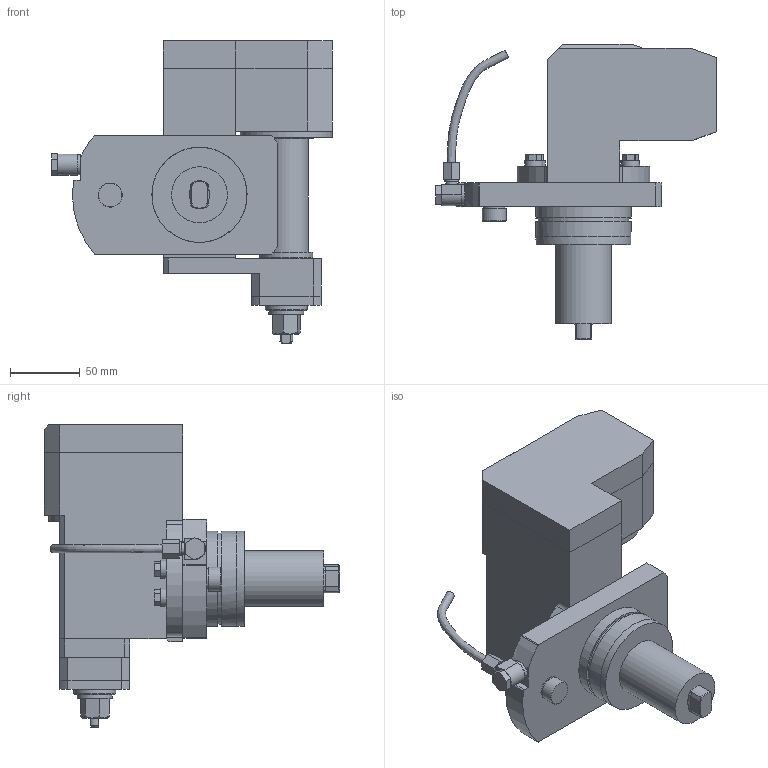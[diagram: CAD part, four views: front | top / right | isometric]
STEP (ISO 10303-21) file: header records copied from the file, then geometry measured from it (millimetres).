
FILE_DESCRIPTION (( 'STEP AP214' ), '1' );
FILE_NAME ('RROPGH1.25123US68T1.STEP', '2024-08-02T05:50:12', ( '' ), ( '' ), 'SwSTEP 2.0', 'SolidWorks 2023', '' );
FILE_SCHEMA (( 'AUTOMOTIVE_DESIGN' ));
Length unit declared in the file: millimetre
Products named in the file (1): RROPGH1.25123US68T1
Bounding box: 200.7 x 211 x 216 mm (x, y, z)
Volume: 1627349.6 mm3; surface area: 138466.3 mm2
Topology: 1 solids, 1 shells, 640 faces, 1639 edges, 1072 vertices
Faces by surface type: plane 399, bspline 125, cylinder 100, cone 15, torus 1
Full cylindrical faces by diameter (mm): 2.55 x1, 3.15 x1, 8.2 x1, 9.55 x1, 9.8 x1, 13 x4, 14.5 x1, 15.2 x1, 17.2 x1, 25 x1, 30 x2, 31.75 x1, 38 x1, 40 x1, 65 x1, 66 x1, 68 x3
Entity records: 30088 total; most frequent: CARTESIAN_POINT 11455, ORIENTED_EDGE 3198, DIRECTION 2575, EDGE_CURVE 1599, LINE 1097, VECTOR 1097, VERTEX_POINT 1060, EDGE_LOOP 741
